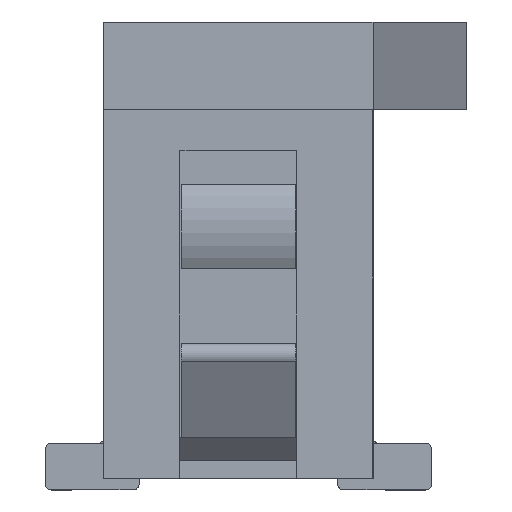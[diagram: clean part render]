
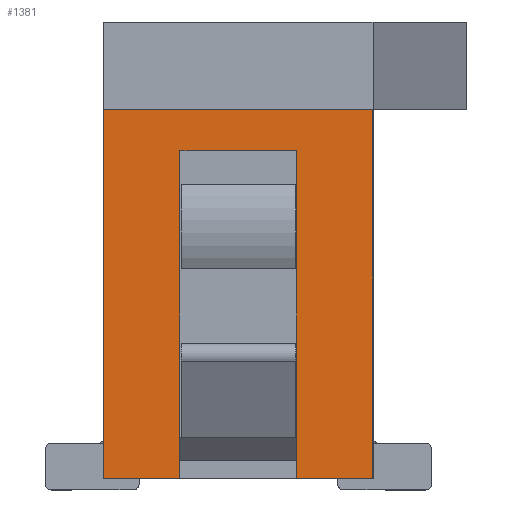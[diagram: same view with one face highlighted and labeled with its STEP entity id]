
A CAD part, left-side view. The second image highlights one B-rep face of the part: STEP entity #1381.
In plain terms, the highlighted planar face has unit normal (-1, 0, 0).
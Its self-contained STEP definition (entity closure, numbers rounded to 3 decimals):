
#1381 = ADVANCED_FACE( '', ( #2897 ), #2898, .F. );
#2897 = FACE_OUTER_BOUND( '', #4610, .T. );
#2898 = PLANE( '', #4611 );
#4610 = EDGE_LOOP( '', ( #8751, #8752, #8753, #8754, #8755, #8756, #8757, #8758 ) );
#4611 = AXIS2_PLACEMENT_3D( '', #8759, #8760, #8761 );
#8751 = ORIENTED_EDGE( '', *, *, #13017, .F. );
#8752 = ORIENTED_EDGE( '', *, *, #11505, .F. );
#8753 = ORIENTED_EDGE( '', *, *, #13283, .F. );
#8754 = ORIENTED_EDGE( '', *, *, #13284, .T. );
#8755 = ORIENTED_EDGE( '', *, *, #13011, .F. );
#8756 = ORIENTED_EDGE( '', *, *, #13285, .F. );
#8757 = ORIENTED_EDGE( '', *, *, #13286, .T. );
#8758 = ORIENTED_EDGE( '', *, *, #12426, .T. );
#8759 = CARTESIAN_POINT( '', ( -7.75, -1.15, 1.575 ) );
#8760 = DIRECTION( '', ( 1., 0., 0. ) );
#8761 = DIRECTION( '', ( 0., 0., -1. ) );
#11505 = EDGE_CURVE( '', #14013, #14008, #14015, .T. );
#12426 = EDGE_CURVE( '', #15609, #15607, #15610, .T. );
#13011 = EDGE_CURVE( '', #16514, #16516, #16517, .T. );
#13017 = EDGE_CURVE( '', #14008, #15607, #16526, .T. );
#13283 = EDGE_CURVE( '', #16896, #14013, #16897, .T. );
#13284 = EDGE_CURVE( '', #16896, #16516, #16898, .T. );
#13285 = EDGE_CURVE( '', #16899, #16514, #16900, .T. );
#13286 = EDGE_CURVE( '', #16899, #15609, #16901, .T. );
#14008 = VERTEX_POINT( '', #17776 );
#14013 = VERTEX_POINT( '', #17783 );
#14015 = LINE( '', #17786, #17787 );
#15607 = VERTEX_POINT( '', #20082 );
#15609 = VERTEX_POINT( '', #20085 );
#15610 = LINE( '', #20086, #20087 );
#16514 = VERTEX_POINT( '', #21443 );
#16516 = VERTEX_POINT( '', #21446 );
#16517 = LINE( '', #21447, #21448 );
#16526 = LINE( '', #21462, #21463 );
#16896 = VERTEX_POINT( '', #22047 );
#16897 = LINE( '', #22048, #22049 );
#16898 = LINE( '', #22050, #22051 );
#16899 = VERTEX_POINT( '', #22052 );
#16900 = LINE( '', #22053, #22054 );
#16901 = LINE( '', #22055, #22056 );
#17776 = CARTESIAN_POINT( '', ( -7.75, 0.5, -1.575 ) );
#17783 = CARTESIAN_POINT( '', ( -7.75, 0.5, 1.225 ) );
#17786 = CARTESIAN_POINT( '', ( -7.75, 0.5, 1.225 ) );
#17787 = VECTOR( '', #23189, 1000. );
#20082 = CARTESIAN_POINT( '', ( -7.75, 1.15, -1.575 ) );
#20085 = CARTESIAN_POINT( '', ( -7.75, 1.15, 1.575 ) );
#20086 = CARTESIAN_POINT( '', ( -7.75, 1.15, 1.575 ) );
#20087 = VECTOR( '', #24095, 1000. );
#21443 = CARTESIAN_POINT( '', ( -7.75, -1.15, -1.575 ) );
#21446 = CARTESIAN_POINT( '', ( -7.75, -0.5, -1.575 ) );
#21447 = CARTESIAN_POINT( '', ( -7.75, -1.15, -1.575 ) );
#21448 = VECTOR( '', #24639, 1000. );
#21462 = CARTESIAN_POINT( '', ( -7.75, -1.15, -1.575 ) );
#21463 = VECTOR( '', #24645, 1000. );
#22047 = CARTESIAN_POINT( '', ( -7.75, -0.5, 1.225 ) );
#22048 = CARTESIAN_POINT( '', ( -7.75, -0.5, 1.225 ) );
#22049 = VECTOR( '', #24869, 1000. );
#22050 = CARTESIAN_POINT( '', ( -7.75, -0.5, 1.225 ) );
#22051 = VECTOR( '', #24870, 1000. );
#22052 = CARTESIAN_POINT( '', ( -7.75, -1.15, 1.575 ) );
#22053 = CARTESIAN_POINT( '', ( -7.75, -1.15, 1.575 ) );
#22054 = VECTOR( '', #24871, 1000. );
#22055 = CARTESIAN_POINT( '', ( -7.75, -1.15, 1.575 ) );
#22056 = VECTOR( '', #24872, 1000. );
#23189 = DIRECTION( '', ( 0., 0., -1. ) );
#24095 = DIRECTION( '', ( 0., 0., -1. ) );
#24639 = DIRECTION( '', ( 0., 1., 0. ) );
#24645 = DIRECTION( '', ( 0., 1., 0. ) );
#24869 = DIRECTION( '', ( 0., 1., 0. ) );
#24870 = DIRECTION( '', ( 0., 0., -1. ) );
#24871 = DIRECTION( '', ( 0., 0., -1. ) );
#24872 = DIRECTION( '', ( 0., 1., 0. ) );
